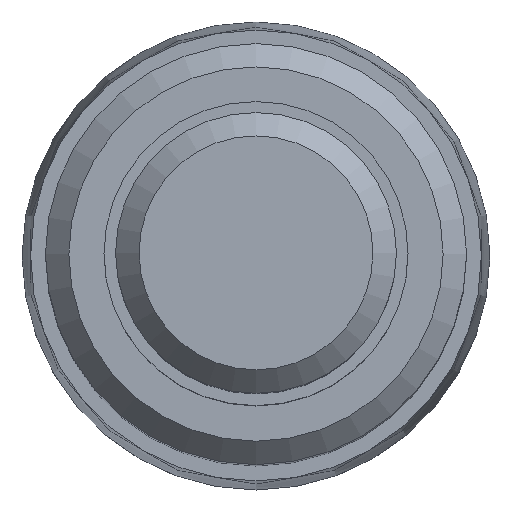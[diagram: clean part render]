
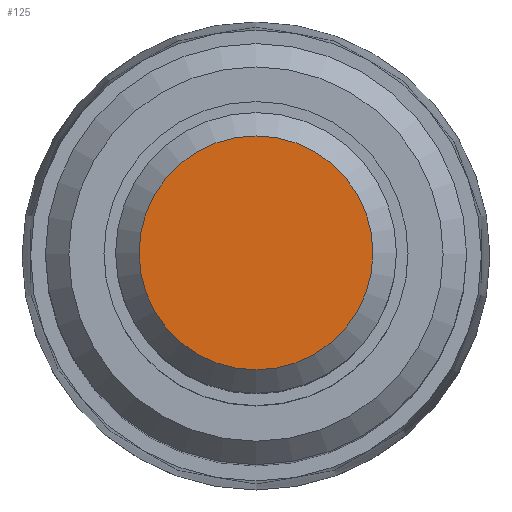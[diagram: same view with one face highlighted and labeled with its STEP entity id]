
A CAD part, top view. The second image highlights one B-rep face of the part: STEP entity #125.
In plain terms, the highlighted planar face has unit normal (0, 0, 1).
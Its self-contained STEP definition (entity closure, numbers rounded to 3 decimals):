
#125=ADVANCED_FACE('',(#146),#139,.F.);
#139=PLANE('',#501);
#146=FACE_OUTER_BOUND('',#158,.T.);
#158=EDGE_LOOP('',(#190));
#190=ORIENTED_EDGE('',*,*,#233,.T.);
#217=VERTEX_POINT('',#716);
#233=EDGE_CURVE('',#217,#217,#260,.T.);
#260=CIRCLE('',#500,2.5);
#500=AXIS2_PLACEMENT_3D('',#715,#585,#586);
#501=AXIS2_PLACEMENT_3D('',#717,#587,#588);
#585=DIRECTION('',(0.,0.,1.));
#586=DIRECTION('',(1.,0.,0.));
#587=DIRECTION('',(0.,0.,-1.));
#588=DIRECTION('',(-1.,0.,0.));
#715=CARTESIAN_POINT('',(0.,0.,0.));
#716=CARTESIAN_POINT('',(2.5,0.,0.));
#717=CARTESIAN_POINT('',(0.,2.5,0.));
